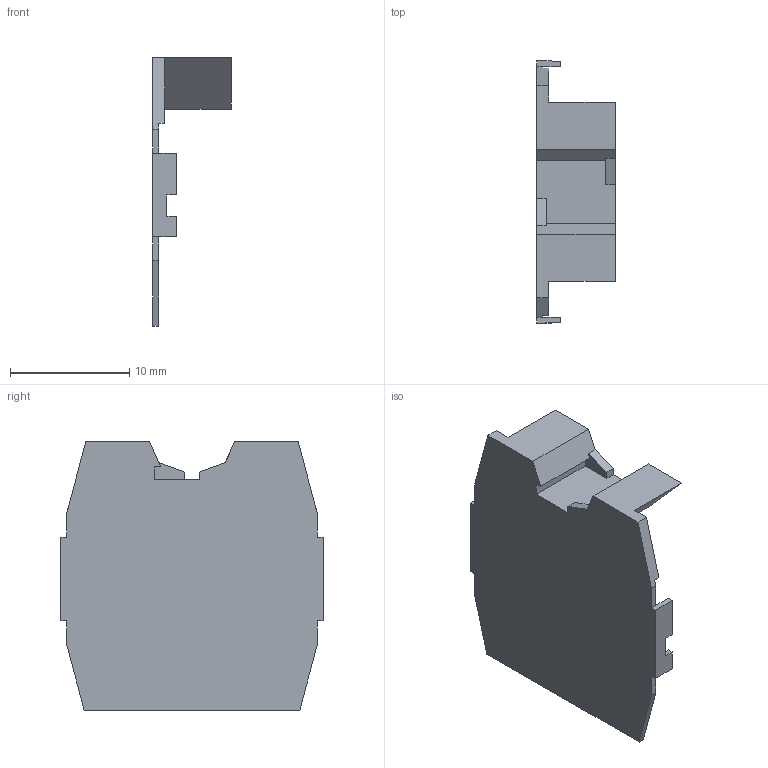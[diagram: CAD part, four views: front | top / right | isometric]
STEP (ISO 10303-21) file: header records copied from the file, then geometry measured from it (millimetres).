
FILE_DESCRIPTION(('Creo Elements/Direct Modeling STEP Export'),'2;1');
FILE_NAME('model.stp','2018-07-03T13:57:43',(''),(''),'Creo Elements/Direct Modeling STEP processor for AP214 (Solid Model)','Creo Elements/Direct Modeling 18.1I 14-Aug-2016 (C) Parametric Technology GmbH','');
FILE_SCHEMA(('AUTOMOTIVE_DESIGN { 1 0 10303 214 1 1 1 1 }'));
Length unit declared in the file: millimetre
Products named in the file (2): GBS_5_UK_select
Assembly tree (1 placements, depth 2):
  GBS_5_UK_select
    GBS_5_UK_select
Bounding box: 6.6 x 22 x 22.5 mm (x, y, z)
Volume: 435.2 mm3; surface area: 1234.5 mm2
Topology: 1 solids, 1 shells, 50 faces, 140 edges, 92 vertices
Faces by surface type: plane 50
Entity records: 1950 total; most frequent: ORIENTED_EDGE 280, CARTESIAN_POINT 274, DIRECTION 231, EDGE_CURVE 140, VECTOR 133, LINE 133, VERTEX_POINT 92, EDGE_LOOP 50
